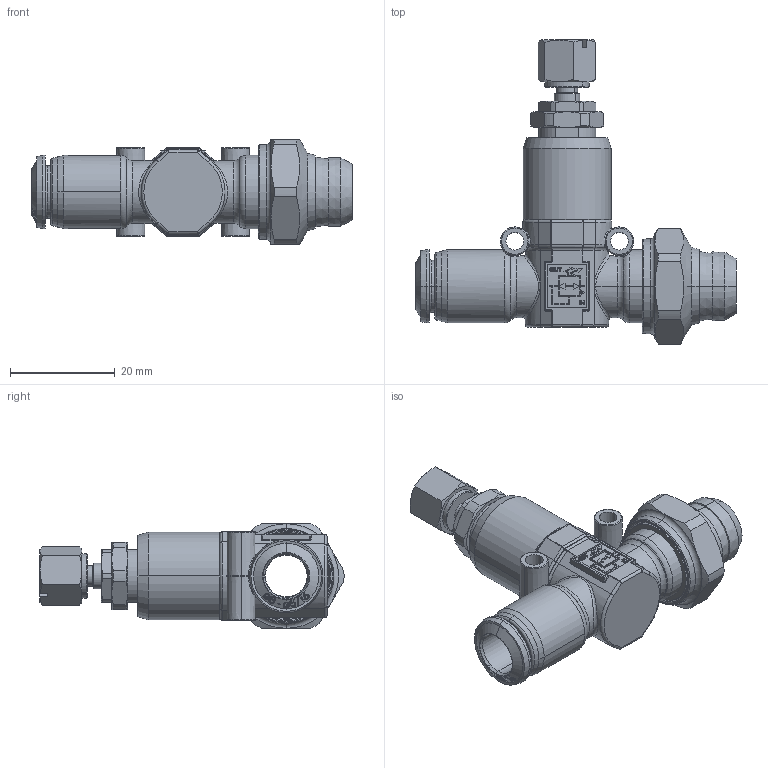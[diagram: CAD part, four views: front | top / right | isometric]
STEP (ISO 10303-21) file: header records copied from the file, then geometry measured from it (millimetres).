
FILE_DESCRIPTION (( 'STEP AP214' ), '1' );
FILE_NAME ('5597000003A.STEP', '2015-07-07T14:12:48', ( '' ), ( '' ), 'SwSTEP 2.0', 'SolidWorks 2015', '' );
FILE_SCHEMA (( 'AUTOMOTIVE_DESIGN' ));
Length unit declared in the file: millimetre
Products named in the file (1): 5597000003A
Bounding box: 61.2 x 58.13 x 20 mm (x, y, z)
Surface area: 9159.1 mm2 (no closed solid volume)
Topology: 0 solids, 14 shells, 653 faces, 1790 edges, 1129 vertices
Faces by surface type: plane 220, bspline 156, cone 116, cylinder 114, torus 46, sphere 1
Entity records: 37660 total; most frequent: CARTESIAN_POINT 15539, ORIENTED_EDGE 3250, DIRECTION 2654, EDGE_CURVE 1782, VERTEX_POINT 1129, AXIS2_PLACEMENT_3D 960, LINE 734, VECTOR 734
